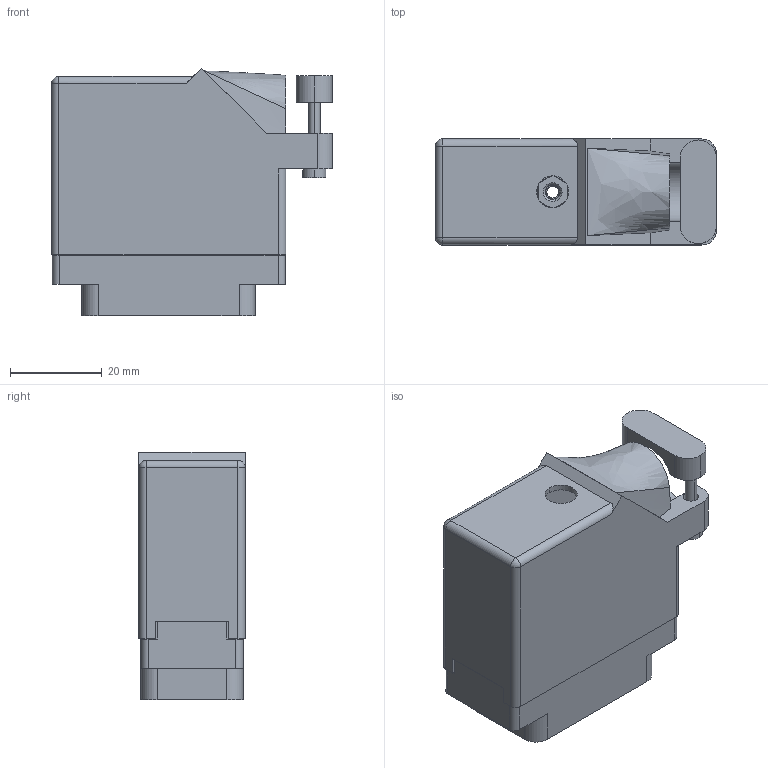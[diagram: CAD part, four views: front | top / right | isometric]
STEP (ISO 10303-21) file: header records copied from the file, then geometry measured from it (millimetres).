
FILE_DESCRIPTION (( 'STEP AP203' ), '1' );
FILE_NAME ('516-038-000-126.STEP', '2020-03-09T17:49:49', ( '' ), ( '' ), 'SwSTEP 2.0', 'SolidWorks 2016', '' );
FILE_SCHEMA (( 'CONFIG_CONTROL_DESIGN' ));
Length unit declared in the file: inch
Products named in the file (4): 516-038-000-126; 516-230-001_Plastic - 038 Side Entry; 516-252-035-100_516-252-035-100; 516 Plug Insulator_038
Assembly tree (3 placements, depth 2):
  516-038-000-126
    516 Plug Insulator_038
    516-230-001_Plastic - 038 Side Entry
    516-252-035-100_516-252-035-100
Bounding box: 61.21 x 23.11 x 53.92 mm (x, y, z)
Volume: 19382.8 mm3; surface area: 25872.8 mm2
Topology: 3 solids, 3 shells, 1010 faces, 2926 edges, 1944 vertices
Faces by surface type: plane 689, cylinder 298, cone 12, bspline 9, sphere 2
Entity records: 36217 total; most frequent: CARTESIAN_POINT 8423, ORIENTED_EDGE 5848, DIRECTION 5619, EDGE_CURVE 2924, LINE 2135, VECTOR 2135, VERTEX_POINT 1944, AXIS2_PLACEMENT_3D 1742
